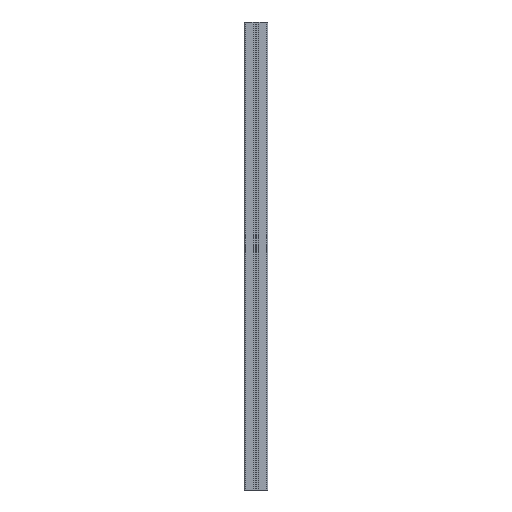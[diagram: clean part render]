
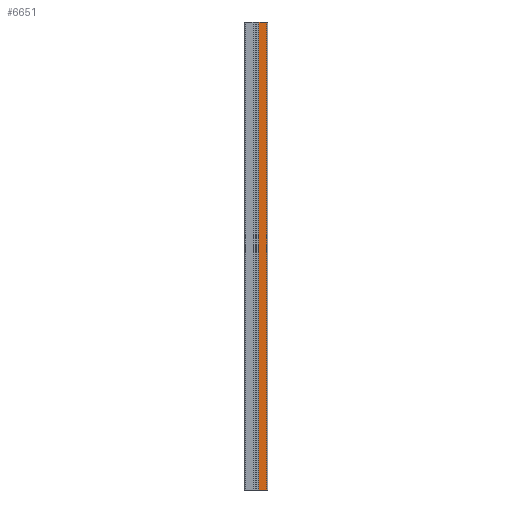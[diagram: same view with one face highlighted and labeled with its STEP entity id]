
A CAD part, front view. The second image highlights one B-rep face of the part: STEP entity #6651.
In plain terms, the highlighted planar face has unit normal (0, -1, 0).
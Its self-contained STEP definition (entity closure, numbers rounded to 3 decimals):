
#68 = VERTEX_POINT ( 'NONE', #7172 ) ;
#363 = EDGE_CURVE ( 'NONE', #68, #2935, #6297, .T. ) ;
#856 = VECTOR ( 'NONE', #3465, 1000. ) ;
#1052 = EDGE_LOOP ( 'NONE', ( #2371, #4445, #4814, #5432 ) ) ;
#1120 = VECTOR ( 'NONE', #1293, 1000. ) ;
#1258 = CARTESIAN_POINT ( 'NONE',  ( 22.5, -25., 1000. ) ) ;
#1293 = DIRECTION ( 'NONE',  ( 0., 0., -1. ) ) ;
#1572 = PLANE ( 'NONE',  #3452 ) ;
#1608 = FACE_OUTER_BOUND ( 'NONE', #1052, .T. ) ;
#1682 = CARTESIAN_POINT ( 'NONE',  ( 0., -25., 1000. ) ) ;
#1714 = CARTESIAN_POINT ( 'NONE',  ( 0., -25., 0. ) ) ;
#1778 = VERTEX_POINT ( 'NONE', #5304 ) ;
#1818 = LINE ( 'NONE', #1258, #1120 ) ;
#2012 = VECTOR ( 'NONE', #6918, 1000. ) ;
#2371 = ORIENTED_EDGE ( 'NONE', *, *, #3876, .F. ) ;
#2425 = VECTOR ( 'NONE', #2860, 1000. ) ;
#2860 = DIRECTION ( 'NONE',  ( 0., 0., -1. ) ) ;
#2935 = VERTEX_POINT ( 'NONE', #4139 ) ;
#3389 = CARTESIAN_POINT ( 'NONE',  ( 6.4, -25., 1000. ) ) ;
#3452 = AXIS2_PLACEMENT_3D ( 'NONE', #1682, #6139, #3968 ) ;
#3465 = DIRECTION ( 'NONE',  ( -1., 0., 0. ) ) ;
#3714 = CARTESIAN_POINT ( 'NONE',  ( 6.4, -25., 0. ) ) ;
#3876 = EDGE_CURVE ( 'NONE', #1778, #6536, #6242, .T. ) ;
#3968 = DIRECTION ( 'NONE',  ( 1., 0., 0. ) ) ;
#4139 = CARTESIAN_POINT ( 'NONE',  ( 6.4, -25., 1000. ) ) ;
#4445 = ORIENTED_EDGE ( 'NONE', *, *, #5606, .F. ) ;
#4543 = LINE ( 'NONE', #3389, #2425 ) ;
#4670 = EDGE_CURVE ( 'NONE', #2935, #6536, #4543, .T. ) ;
#4814 = ORIENTED_EDGE ( 'NONE', *, *, #363, .T. ) ;
#5304 = CARTESIAN_POINT ( 'NONE',  ( 22.5, -25., 0. ) ) ;
#5432 = ORIENTED_EDGE ( 'NONE', *, *, #4670, .T. ) ;
#5606 = EDGE_CURVE ( 'NONE', #68, #1778, #1818, .T. ) ;
#6139 = DIRECTION ( 'NONE',  ( 0., -1., 0. ) ) ;
#6242 = LINE ( 'NONE', #1714, #2012 ) ;
#6297 = LINE ( 'NONE', #6411, #856 ) ;
#6411 = CARTESIAN_POINT ( 'NONE',  ( 0., -25., 1000. ) ) ;
#6536 = VERTEX_POINT ( 'NONE', #3714 ) ;
#6651 = ADVANCED_FACE ( 'NONE', ( #1608 ), #1572, .T. ) ;
#6918 = DIRECTION ( 'NONE',  ( -1., 0., 0. ) ) ;
#7172 = CARTESIAN_POINT ( 'NONE',  ( 22.5, -25., 1000. ) ) ;
